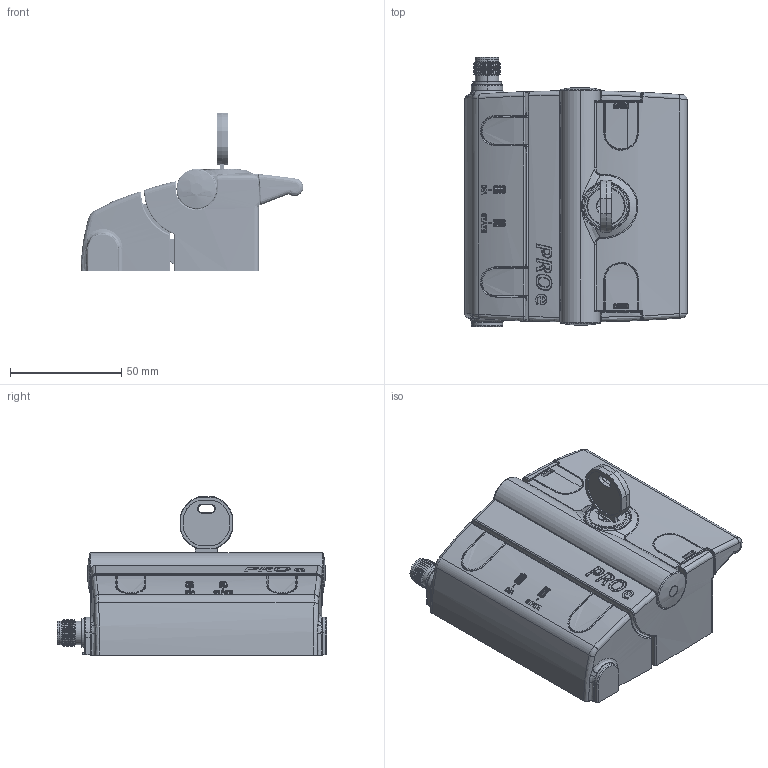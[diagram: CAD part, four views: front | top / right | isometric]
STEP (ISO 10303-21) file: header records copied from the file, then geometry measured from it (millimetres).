
FILE_DESCRIPTION (( 'STEP AP214' ), '1' );
FILE_NAME ('7330150', '2019-02-01T14:37:25', ( '' ), ('JUGARD+KÜNSTNER GmbH'), 'SwSTEP 2.0', 'SolidWorks 2017', '' );
FILE_SCHEMA (( 'AUTOMOTIVE_DESIGN' ));
Length unit declared in the file: millimetre
Products named in the file (17): Kopie von Importiert20^7330150; Kopie von Importiert16^7330150; 7330150_CNAJF00; Kopie von Importiert13^7330150; Kopie von Importiert22^7330150; Kopie von Importiert2^7330150; Kopie von Importiert5^7330150; Kopie von Importiert1^7330150; Kopie von Importiert12^7330150; Kopie von Importiert17^7330150; Kopie von Importiert7^7330150; Kopie von Importiert9^7330150; Kopie von Importiert14^7330150; Kopie von Importiert11^7330150; Kopie von Importiert8^7330150; Kopie von Importiert4^7330150; Kopie von Importiert3^7330150
Assembly tree (16 placements, depth 2):
  7330150_CNAJF00
    Kopie von Importiert16^7330150
    Kopie von Importiert3^7330150
    Kopie von Importiert8^7330150
    Kopie von Importiert5^7330150
    Kopie von Importiert12^7330150
    Kopie von Importiert22^7330150
    Kopie von Importiert4^7330150
    Kopie von Importiert13^7330150
    Kopie von Importiert14^7330150
    Kopie von Importiert1^7330150
    Kopie von Importiert17^7330150
    Kopie von Importiert9^7330150
    Kopie von Importiert7^7330150
    Kopie von Importiert2^7330150
    Kopie von Importiert11^7330150
    Kopie von Importiert20^7330150
Bounding box: 99.99 x 121.02 x 71.23 mm (x, y, z)
Volume: 133608.8 mm3; surface area: 108415.3 mm2
Topology: 16 solids, 18 shells, 5068 faces, 13070 edges, 7895 vertices
Faces by surface type: bspline 1783, plane 1776, cylinder 1344, cone 146, torus 19
Entity records: 215895 total; most frequent: CARTESIAN_POINT 104143, ORIENTED_EDGE 25758, DIRECTION 19329, EDGE_CURVE 12879, VERTEX_POINT 7895, AXIS2_PLACEMENT_3D 6692, VECTOR 5945, LINE 5945
